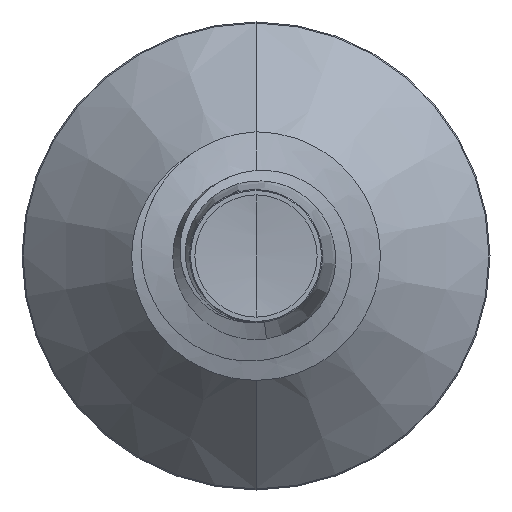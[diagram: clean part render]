
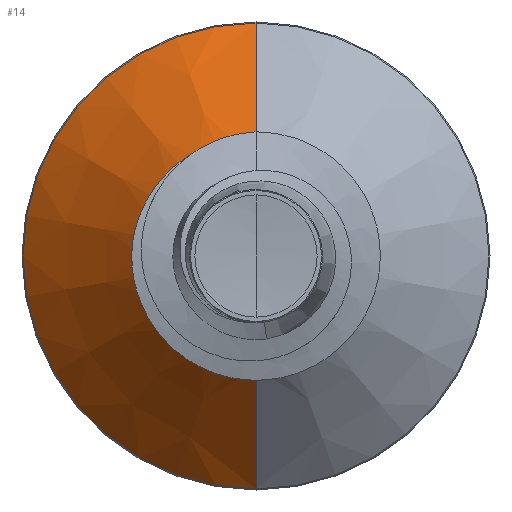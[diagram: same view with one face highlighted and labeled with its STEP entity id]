
A CAD part, front view. The second image highlights one B-rep face of the part: STEP entity #14.
In plain terms, the highlighted conical face has half-angle 45 degrees and reference radius 2.744 mm.
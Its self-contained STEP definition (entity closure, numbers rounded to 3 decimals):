
#14 = ADVANCED_FACE ( 'NONE', ( #8139 ), #8953, .T. ) ;
#247 = ORIENTED_EDGE ( 'NONE', *, *, #6804, .T. ) ;
#448 = EDGE_LOOP ( 'NONE', ( #8784, #247, #3035, #5592 ) ) ;
#1014 = VERTEX_POINT ( 'NONE', #1560 ) ;
#1215 = CARTESIAN_POINT ( 'NONE',  ( 0., 6.124, -5.624 ) ) ;
#1560 = CARTESIAN_POINT ( 'NONE',  ( 0., 6.124, 5.624 ) ) ;
#1588 = DIRECTION ( 'NONE',  ( 0., 0.707, 0.707 ) ) ;
#1599 = DIRECTION ( 'NONE',  ( 0., 0., 1. ) ) ;
#1634 = VERTEX_POINT ( 'NONE', #5393 ) ;
#1643 = DIRECTION ( 'NONE',  ( 0., 1., 0. ) ) ;
#1664 = CARTESIAN_POINT ( 'NONE',  ( 0., 6.124, 0. ) ) ;
#1671 = CARTESIAN_POINT ( 'NONE',  ( 0., 3.245, 2.745 ) ) ;
#2268 = EDGE_CURVE ( 'NONE', #4283, #1014, #9279, .T. ) ;
#2936 = CIRCLE ( 'NONE', #9687, 2.745 ) ;
#3035 = ORIENTED_EDGE ( 'NONE', *, *, #7671, .T. ) ;
#3058 = AXIS2_PLACEMENT_3D ( 'NONE', #1664, #1643, #1599 ) ;
#4283 = VERTEX_POINT ( 'NONE', #1215 ) ;
#4808 = CARTESIAN_POINT ( 'NONE',  ( 0., 3.245, 2.745 ) ) ;
#5211 = DIRECTION ( 'NONE',  ( 0., 0., 1. ) ) ;
#5228 = DIRECTION ( 'NONE',  ( 0., 1., 0. ) ) ;
#5270 = CARTESIAN_POINT ( 'NONE',  ( 0., 3.245, 0. ) ) ;
#5393 = CARTESIAN_POINT ( 'NONE',  ( 0., 3.245, -2.745 ) ) ;
#5592 = ORIENTED_EDGE ( 'NONE', *, *, #2268, .F. ) ;
#6555 = EDGE_CURVE ( 'NONE', #1634, #4283, #9257, .T. ) ;
#6804 = EDGE_CURVE ( 'NONE', #1634, #8384, #2936, .T. ) ;
#7516 = VECTOR ( 'NONE', #7709, 1000. ) ;
#7671 = EDGE_CURVE ( 'NONE', #8384, #1014, #10331, .T. ) ;
#7709 = DIRECTION ( 'NONE',  ( 0., 0.707, -0.707 ) ) ;
#7898 = CARTESIAN_POINT ( 'NONE',  ( 0., 3.245, -2.745 ) ) ;
#8137 = AXIS2_PLACEMENT_3D ( 'NONE', #10198, #10165, #10254 ) ;
#8139 = FACE_OUTER_BOUND ( 'NONE', #448, .T. ) ;
#8384 = VERTEX_POINT ( 'NONE', #4808 ) ;
#8494 = VECTOR ( 'NONE', #1588, 1000. ) ;
#8784 = ORIENTED_EDGE ( 'NONE', *, *, #6555, .F. ) ;
#8953 = CONICAL_SURFACE ( 'NONE', #8137, 2.745, 0.785 ) ;
#9257 = LINE ( 'NONE', #7898, #7516 ) ;
#9279 = CIRCLE ( 'NONE', #3058, 5.624 ) ;
#9687 = AXIS2_PLACEMENT_3D ( 'NONE', #5270, #5228, #5211 ) ;
#10165 = DIRECTION ( 'NONE',  ( 0., 1., 0. ) ) ;
#10198 = CARTESIAN_POINT ( 'NONE',  ( 0., 3.245, 0. ) ) ;
#10254 = DIRECTION ( 'NONE',  ( 0., 0., 1. ) ) ;
#10331 = LINE ( 'NONE', #1671, #8494 ) ;
